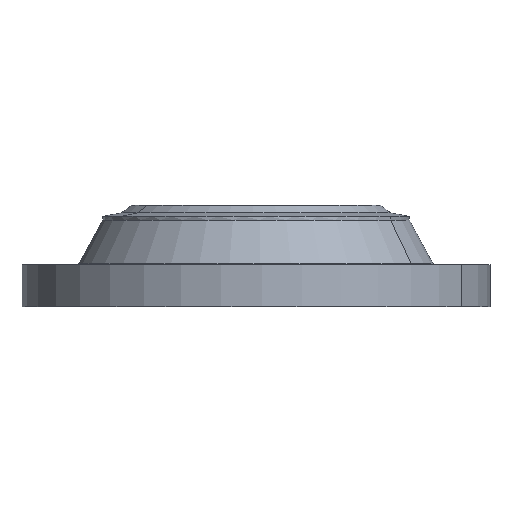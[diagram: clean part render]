
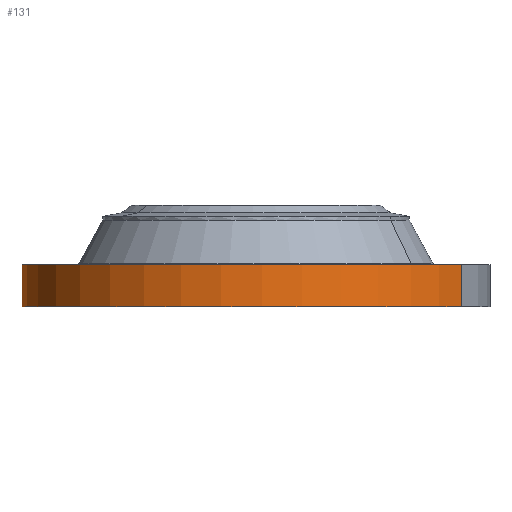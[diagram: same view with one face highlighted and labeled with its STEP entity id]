
A CAD part, left-side view. The second image highlights one B-rep face of the part: STEP entity #131.
In plain terms, the highlighted cylindrical face has radius 387.35 mm (diameter 774.7 mm), a partial arc.
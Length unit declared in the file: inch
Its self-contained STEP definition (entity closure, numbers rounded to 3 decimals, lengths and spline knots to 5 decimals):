
#95=AXIS2_PLACEMENT_3D('Cylinder Axis2P3D',#92,#93,#94) ;
#99=AXIS2_PLACEMENT_3D('Circle Axis2P3D',#97,#98,$) ;
#115=AXIS2_PLACEMENT_3D('Circle Axis2P3D',#113,#114,$) ;
#92=CARTESIAN_POINT('Axis2P3D Location',(0.,0.,3.31)) ;
#97=CARTESIAN_POINT('Axis2P3D Location',(0.,0.,0.)) ;
#101=CARTESIAN_POINT('Vertex',(-7.31124,-13.38313,0.)) ;
#103=CARTESIAN_POINT('Vertex',(7.31124,13.38313,0.)) ;
#106=CARTESIAN_POINT('Line Origine',(-7.31124,-13.38313,1.375)) ;
#110=CARTESIAN_POINT('Vertex',(-7.31124,-13.38313,2.75)) ;
#113=CARTESIAN_POINT('Axis2P3D Location',(0.,0.,2.75)) ;
#117=CARTESIAN_POINT('Vertex',(7.31124,13.38313,2.75)) ;
#120=CARTESIAN_POINT('Line Origine',(7.31124,13.38313,1.375)) ;
#93=DIRECTION('Axis2P3D Direction',(0.,0.,-0.039)) ;
#94=DIRECTION('Axis2P3D XDirection',(0.019,0.035,0.)) ;
#98=DIRECTION('Axis2P3D Direction',(0.,0.,-0.039)) ;
#107=DIRECTION('Vector Direction',(0.,0.,-0.039)) ;
#114=DIRECTION('Axis2P3D Direction',(0.,0.,-0.039)) ;
#121=DIRECTION('Vector Direction',(0.,0.,-0.039)) ;
#108=VECTOR('Line Direction',#107,0.03937) ;
#122=VECTOR('Line Direction',#121,0.03937) ;
#126=ORIENTED_EDGE('',*,*,#105,.F.) ;
#127=ORIENTED_EDGE('',*,*,#112,.T.) ;
#128=ORIENTED_EDGE('',*,*,#119,.T.) ;
#129=ORIENTED_EDGE('',*,*,#124,.F.) ;
#131=ADVANCED_FACE('PartBody',(#130),#96,.T.) ;
#100=CIRCLE('generated circle',#99,15.25) ;
#116=CIRCLE('generated circle',#115,15.25) ;
#96=CYLINDRICAL_SURFACE('generated cylinder',#95,15.25) ;
#105=EDGE_CURVE('',#102,#104,#100,.T.) ;
#112=EDGE_CURVE('',#102,#111,#109,.F.) ;
#119=EDGE_CURVE('',#111,#118,#116,.T.) ;
#124=EDGE_CURVE('',#104,#118,#123,.F.) ;
#125=EDGE_LOOP('',(#126,#127,#128,#129)) ;
#130=FACE_OUTER_BOUND('',#125,.T.) ;
#109=LINE('Line',#106,#108) ;
#123=LINE('Line',#120,#122) ;
#102=VERTEX_POINT('',#101) ;
#104=VERTEX_POINT('',#103) ;
#111=VERTEX_POINT('',#110) ;
#118=VERTEX_POINT('',#117) ;
